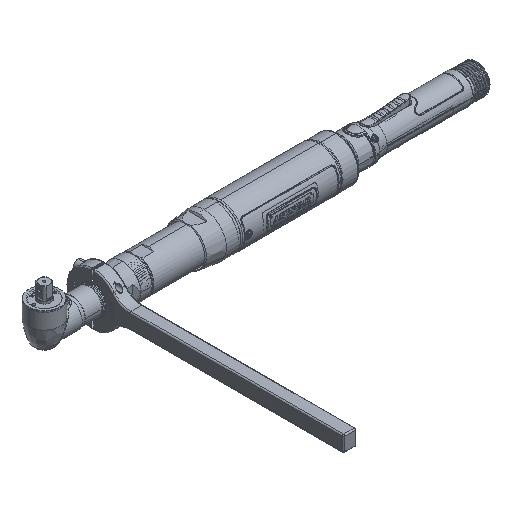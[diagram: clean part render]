
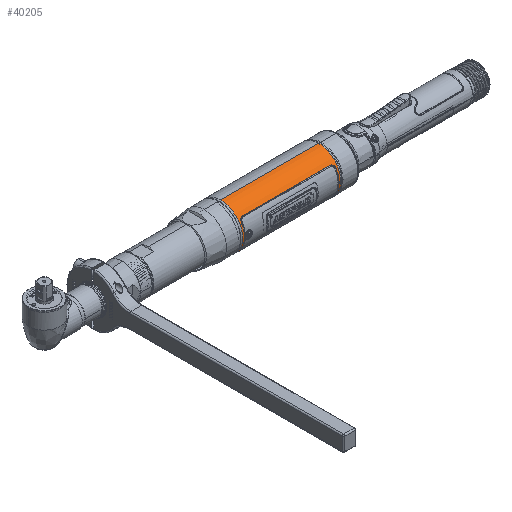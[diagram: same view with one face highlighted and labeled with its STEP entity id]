
A CAD part, isometric view. The second image highlights one B-rep face of the part: STEP entity #40205.
In plain terms, the highlighted cylindrical face has radius 26.988 mm (diameter 53.975 mm), a partial arc.
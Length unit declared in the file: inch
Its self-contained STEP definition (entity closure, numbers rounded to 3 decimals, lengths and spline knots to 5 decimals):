
#37922=DIRECTION('',(-1.,0.,0.));
#37923=VECTOR('',#37922,4.69041);
#37924=CARTESIAN_POINT('',(5.32271,0.,-1.0625));
#37925=LINE('',#37924,#37923);
#37926=DIRECTION('',(-1.,0.,0.));
#37927=VECTOR('',#37926,4.69041);
#37928=CARTESIAN_POINT('',(5.32271,0.,1.0625));
#37929=LINE('',#37928,#37927);
#37930=CARTESIAN_POINT('',(5.32271,0.,0.));
#37931=DIRECTION('',(-1.,0.,0.));
#37932=DIRECTION('',(0.,0.,-1.));
#37933=AXIS2_PLACEMENT_3D('',#37930,#37931,#37932);
#37935=CARTESIAN_POINT('',(5.2355,0.,0.));
#37936=DIRECTION('',(-1.,0.,0.));
#37937=DIRECTION('',(0.,-0.869,-0.495));
#37938=AXIS2_PLACEMENT_3D('',#37935,#37936,#37937);
#37940=CARTESIAN_POINT('',(5.2355,-0.9233,0.52576));
#37941=CARTESIAN_POINT('',(5.23541,-0.91592,
0.53872));
#37942=CARTESIAN_POINT('',(5.2321,-0.90121,
0.5633));
#37943=CARTESIAN_POINT('',(5.21788,-0.87939,
0.5967));
#37944=CARTESIAN_POINT('',(5.19562,-0.85894,
0.62569));
#37945=CARTESIAN_POINT('',(5.16606,-0.84097,
0.64955));
#37946=CARTESIAN_POINT('',(5.13056,-0.82671,
0.66751));
#37947=CARTESIAN_POINT('',(5.08951,-0.81731,
0.67892));
#37948=CARTESIAN_POINT('',(5.06055,-0.81512,
0.68153));
#37949=CARTESIAN_POINT('',(5.0455,-0.81506,0.68161));
#37951=DIRECTION('',(-1.,0.,0.));
#37952=VECTOR('',#37951,4.136);
#37953=CARTESIAN_POINT('',(5.0455,-0.81506,0.68161));
#37954=LINE('',#37953,#37952);
#37955=CARTESIAN_POINT('',(0.9095,-0.81506,0.68161));
#37956=CARTESIAN_POINT('',(0.89444,-0.81512,
0.68153));
#37957=CARTESIAN_POINT('',(0.86547,-0.81732,
0.67892));
#37958=CARTESIAN_POINT('',(0.82445,-0.82671,
0.66751));
#37959=CARTESIAN_POINT('',(0.78895,-0.84096,
0.64955));
#37960=CARTESIAN_POINT('',(0.75939,-0.85893,
0.62571));
#37961=CARTESIAN_POINT('',(0.73712,-0.87939,
0.5967));
#37962=CARTESIAN_POINT('',(0.72289,-0.90122,
0.56328));
#37963=CARTESIAN_POINT('',(0.71959,-0.91592,
0.53871));
#37964=CARTESIAN_POINT('',(0.7195,-0.9233,0.52576));
#37966=CARTESIAN_POINT('',(0.7195,0.,0.));
#37967=DIRECTION('',(1.,0.,0.));
#37968=DIRECTION('',(0.,-0.869,0.495));
#37969=AXIS2_PLACEMENT_3D('',#37966,#37967,#37968);
#37971=CARTESIAN_POINT('',(0.7195,-0.9233,-0.52576));
#37972=CARTESIAN_POINT('',(0.71959,-0.91592,
-0.53872));
#37973=CARTESIAN_POINT('',(0.7229,-0.90121,
-0.5633));
#37974=CARTESIAN_POINT('',(0.73712,-0.87939,
-0.5967));
#37975=CARTESIAN_POINT('',(0.75938,-0.85894,
-0.62569));
#37976=CARTESIAN_POINT('',(0.78894,-0.84097,
-0.64955));
#37977=CARTESIAN_POINT('',(0.82444,-0.82671,
-0.66751));
#37978=CARTESIAN_POINT('',(0.86549,-0.81731,
-0.67892));
#37979=CARTESIAN_POINT('',(0.89445,-0.81512,
-0.68153));
#37980=CARTESIAN_POINT('',(0.9095,-0.81506,-0.68161));
#37982=DIRECTION('',(1.,0.,0.));
#37983=VECTOR('',#37982,4.136);
#37984=CARTESIAN_POINT('',(0.9095,-0.81506,-0.68161));
#37985=LINE('',#37984,#37983);
#37986=CARTESIAN_POINT('',(5.0455,-0.81506,-0.68161));
#37987=CARTESIAN_POINT('',(5.06056,-0.81512,
-0.68153));
#37988=CARTESIAN_POINT('',(5.08953,-0.81732,
-0.67892));
#37989=CARTESIAN_POINT('',(5.13055,-0.82671,
-0.66751));
#37990=CARTESIAN_POINT('',(5.16605,-0.84096,
-0.64955));
#37991=CARTESIAN_POINT('',(5.19561,-0.85893,
-0.62571));
#37992=CARTESIAN_POINT('',(5.21788,-0.87939,
-0.5967));
#37993=CARTESIAN_POINT('',(5.23211,-0.90122,
-0.56328));
#37994=CARTESIAN_POINT('',(5.23541,-0.91592,
-0.53871));
#37995=CARTESIAN_POINT('',(5.2355,-0.9233,-0.52576));
#38010=CARTESIAN_POINT('',(0.63229,0.,0.));
#38011=DIRECTION('',(-1.,0.,0.));
#38012=DIRECTION('',(0.,0.,-1.));
#38013=AXIS2_PLACEMENT_3D('',#38010,#38011,#38012);
#39568=CARTESIAN_POINT('',(5.32271,0.,-1.0625));
#39569=CARTESIAN_POINT('',(0.63229,0.,-1.0625));
#39570=VERTEX_POINT('',#39568);
#39571=VERTEX_POINT('',#39569);
#39576=CARTESIAN_POINT('',(5.32271,0.,1.0625));
#39577=CARTESIAN_POINT('',(0.63229,0.,1.0625));
#39578=VERTEX_POINT('',#39576);
#39579=VERTEX_POINT('',#39577);
#39606=CARTESIAN_POINT('',(5.2355,-0.9233,0.52576));
#39607=CARTESIAN_POINT('',(5.2355,-0.9233,-0.52576));
#39608=VERTEX_POINT('',#39606);
#39609=VERTEX_POINT('',#39607);
#39614=VERTEX_POINT('',#37986);
#39616=CARTESIAN_POINT('',(0.9095,-0.81506,-0.68161));
#39617=VERTEX_POINT('',#39616);
#39620=VERTEX_POINT('',#37971);
#39622=CARTESIAN_POINT('',(0.7195,-0.9233,0.52576));
#39623=VERTEX_POINT('',#39622);
#39626=VERTEX_POINT('',#37955);
#39628=CARTESIAN_POINT('',(5.0455,-0.81506,0.68161));
#39629=VERTEX_POINT('',#39628);
#40174=CARTESIAN_POINT('',(0.22475,0.,0.));
#40175=DIRECTION('',(1.,0.,0.));
#40176=DIRECTION('',(0.,0.,1.));
#40177=AXIS2_PLACEMENT_3D('',#40174,#40175,#40176);
#40178=CYLINDRICAL_SURFACE('',#40177,1.0625);
#40179=ORIENTED_EDGE('',*,*,#39943,.T.);
#40181=ORIENTED_EDGE('',*,*,#40180,.T.);
#40182=ORIENTED_EDGE('',*,*,#39947,.F.);
#40184=ORIENTED_EDGE('',*,*,#40183,.F.);
#40185=EDGE_LOOP('',(#40179,#40181,#40182,#40184));
#40186=FACE_OUTER_BOUND('',#40185,.F.);
#40188=ORIENTED_EDGE('',*,*,#40187,.T.);
#40190=ORIENTED_EDGE('',*,*,#40189,.T.);
#40192=ORIENTED_EDGE('',*,*,#40191,.T.);
#40194=ORIENTED_EDGE('',*,*,#40193,.T.);
#40196=ORIENTED_EDGE('',*,*,#40195,.T.);
#40198=ORIENTED_EDGE('',*,*,#40197,.T.);
#40200=ORIENTED_EDGE('',*,*,#40199,.T.);
#40202=ORIENTED_EDGE('',*,*,#40201,.T.);
#40203=EDGE_LOOP('',(#40188,#40190,#40192,#40194,#40196,#40198,#40200,#40202));
#40204=FACE_BOUND('',#40203,.F.);
#40205=ADVANCED_FACE('',(#40186,#40204),#40178,.T.);
#37934=CIRCLE('',#37933,1.0625);
#37939=CIRCLE('',#37938,1.0625);
#37950=B_SPLINE_CURVE_WITH_KNOTS('',3,(#37940,#37941,#37942,#37943,#37944,
#37945,#37946,#37947,#37948,#37949),.UNSPECIFIED.,.F.,.F.,(4,1,1,1,1,1,1,4),(
0.,0.14286,0.28571,0.42857,0.57143,
0.71429,0.85714,1.),.UNSPECIFIED.);
#37965=B_SPLINE_CURVE_WITH_KNOTS('',3,(#37955,#37956,#37957,#37958,#37959,
#37960,#37961,#37962,#37963,#37964),.UNSPECIFIED.,.F.,.F.,(4,1,1,1,1,1,1,4),(
0.,0.14286,0.28571,0.42857,0.57143,
0.71429,0.85714,1.),.UNSPECIFIED.);
#37970=CIRCLE('',#37969,1.0625);
#37981=B_SPLINE_CURVE_WITH_KNOTS('',3,(#37971,#37972,#37973,#37974,#37975,
#37976,#37977,#37978,#37979,#37980),.UNSPECIFIED.,.F.,.F.,(4,1,1,1,1,1,1,4),(
0.,0.14286,0.28571,0.42857,0.57143,
0.71429,0.85714,1.),.UNSPECIFIED.);
#37996=B_SPLINE_CURVE_WITH_KNOTS('',3,(#37986,#37987,#37988,#37989,#37990,
#37991,#37992,#37993,#37994,#37995),.UNSPECIFIED.,.F.,.F.,(4,1,1,1,1,1,1,4),(
0.,0.14286,0.28571,0.42857,0.57143,
0.71429,0.85714,1.),.UNSPECIFIED.);
#38014=CIRCLE('',#38013,1.0625);
#39943=EDGE_CURVE('',#39570,#39571,#37925,.T.);
#39947=EDGE_CURVE('',#39578,#39579,#37929,.T.);
#40180=EDGE_CURVE('',#39571,#39579,#38014,.T.);
#40183=EDGE_CURVE('',#39570,#39578,#37934,.T.);
#40187=EDGE_CURVE('',#39609,#39608,#37939,.T.);
#40189=EDGE_CURVE('',#39608,#39629,#37950,.T.);
#40191=EDGE_CURVE('',#39629,#39626,#37954,.T.);
#40193=EDGE_CURVE('',#39626,#39623,#37965,.T.);
#40195=EDGE_CURVE('',#39623,#39620,#37970,.T.);
#40197=EDGE_CURVE('',#39620,#39617,#37981,.T.);
#40199=EDGE_CURVE('',#39617,#39614,#37985,.T.);
#40201=EDGE_CURVE('',#39614,#39609,#37996,.T.);
